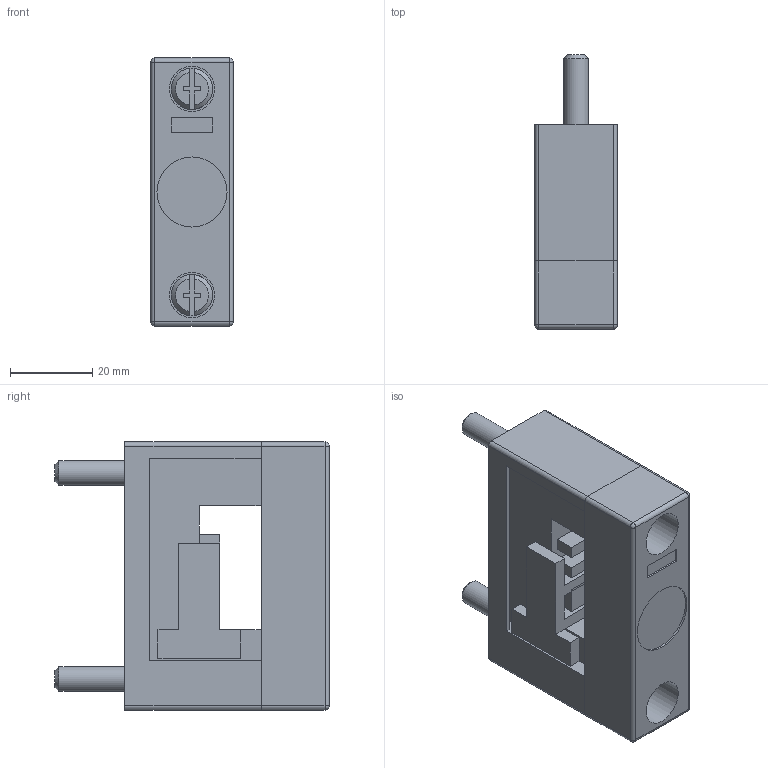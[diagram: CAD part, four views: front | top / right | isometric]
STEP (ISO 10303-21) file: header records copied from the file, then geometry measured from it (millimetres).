
FILE_DESCRIPTION(/* description */ ('STEP AP214'),/* implementation_level */ '2;1');
FILE_NAME(/* name */ '01601',/* time_stamp */ '2023-10-02T09:52:35+02:00',/* author */ ('License CC BY-ND 4.0'),/* organization */ ('CADENAS'),/* preprocessor_version */ 'ST-DEVELOPER v19.3',/* originating_system */ 'PARTsolutions',/* authorisation */ ' ');
FILE_SCHEMA (('AUTOMOTIVE_DESIGN {1 0 10303 214 3 1 1}'));
Length unit declared in the file: millimetre
Products named in the file (5): 01601; 80040; 79755000; 77007000; 79756000
Assembly tree (5 placements, depth 2):
  01601
    80040  x2
    79755000
    77007000
    79756000
Bounding box: 20 x 66.5 x 65 mm (x, y, z)
Volume: 49105.9 mm3; surface area: 23157.4 mm2
Topology: 5 solids, 5 shells, 149 faces, 369 edges, 238 vertices
Faces by surface type: plane 112, cylinder 27, cone 6, sphere 4
Full cylindrical faces by diameter (mm): 6 x2, 7 x4, 10 x6, 11 x2, 17 x1
Entity records: 3827 total; most frequent: CARTESIAN_POINT 651, DIRECTION 622, ORIENTED_EDGE 600, EDGE_CURVE 300, LINE 240, VECTOR 240, VERTEX_POINT 204, AXIS2_PLACEMENT_3D 191
